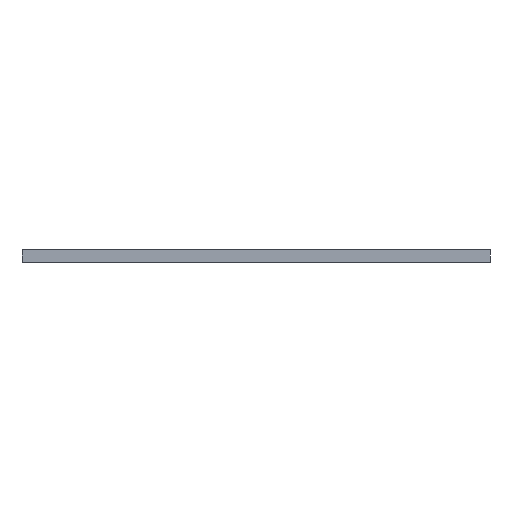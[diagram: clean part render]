
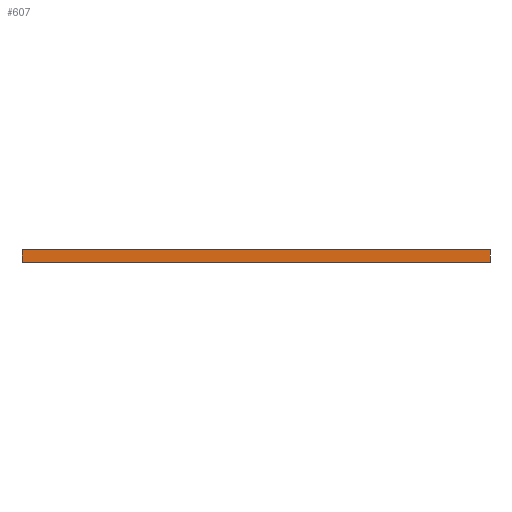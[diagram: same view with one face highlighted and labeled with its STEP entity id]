
A CAD part, left-side view. The second image highlights one B-rep face of the part: STEP entity #607.
In plain terms, the highlighted planar face has unit normal (-1, 0, 0).
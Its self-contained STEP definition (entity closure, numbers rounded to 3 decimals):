
#21 = EDGE_LOOP ( 'NONE', ( #461, #426, #57, #602 ) ) ;
#57 = ORIENTED_EDGE ( 'NONE', *, *, #393, .F. ) ;
#79 = DIRECTION ( 'NONE',  ( 0., -1., 0. ) ) ;
#80 = CARTESIAN_POINT ( 'NONE',  ( -287., 55., 3. ) ) ;
#81 = LINE ( 'NONE', #458, #154 ) ;
#141 = DIRECTION ( 'NONE',  ( 0., -1., 0. ) ) ;
#143 = DIRECTION ( 'NONE',  ( 0., 0., -1. ) ) ;
#154 = VECTOR ( 'NONE', #143, 1000. ) ;
#162 = FACE_OUTER_BOUND ( 'NONE', #21, .T. ) ;
#210 = CARTESIAN_POINT ( 'NONE',  ( -287., -55., 0. ) ) ;
#216 = DIRECTION ( 'NONE',  ( 0., 0., -1. ) ) ;
#237 = CARTESIAN_POINT ( 'NONE',  ( -287., -55., 3. ) ) ;
#250 = VECTOR ( 'NONE', #79, 1000. ) ;
#298 = PLANE ( 'NONE',  #695 ) ;
#365 = CARTESIAN_POINT ( 'NONE',  ( -287., -55., 3. ) ) ;
#392 = CARTESIAN_POINT ( 'NONE',  ( -287., -55., 3. ) ) ;
#393 = EDGE_CURVE ( 'NONE', #693, #711, #676, .T. ) ;
#426 = ORIENTED_EDGE ( 'NONE', *, *, #462, .F. ) ;
#445 = EDGE_CURVE ( 'NONE', #728, #481, #735, .T. ) ;
#451 = CARTESIAN_POINT ( 'NONE',  ( -287., -55., 0. ) ) ;
#458 = CARTESIAN_POINT ( 'NONE',  ( -287., -55., 3. ) ) ;
#461 = ORIENTED_EDGE ( 'NONE', *, *, #445, .T. ) ;
#462 = EDGE_CURVE ( 'NONE', #711, #481, #81, .T. ) ;
#466 = VECTOR ( 'NONE', #141, 1000. ) ;
#481 = VERTEX_POINT ( 'NONE', #210 ) ;
#495 = CARTESIAN_POINT ( 'NONE',  ( -287., 55., 0. ) ) ;
#504 = DIRECTION ( 'NONE',  ( 0., 0., -1. ) ) ;
#537 = EDGE_CURVE ( 'NONE', #693, #728, #724, .T. ) ;
#602 = ORIENTED_EDGE ( 'NONE', *, *, #537, .T. ) ;
#607 = ADVANCED_FACE ( 'NONE', ( #162 ), #298, .F. ) ;
#676 = LINE ( 'NONE', #392, #250 ) ;
#693 = VERTEX_POINT ( 'NONE', #751 ) ;
#695 = AXIS2_PLACEMENT_3D ( 'NONE', #365, #814, #504 ) ;
#711 = VERTEX_POINT ( 'NONE', #237 ) ;
#724 = LINE ( 'NONE', #80, #729 ) ;
#728 = VERTEX_POINT ( 'NONE', #495 ) ;
#729 = VECTOR ( 'NONE', #216, 1000. ) ;
#735 = LINE ( 'NONE', #451, #466 ) ;
#751 = CARTESIAN_POINT ( 'NONE',  ( -287., 55., 3. ) ) ;
#814 = DIRECTION ( 'NONE',  ( 1., 0., 0. ) ) ;
